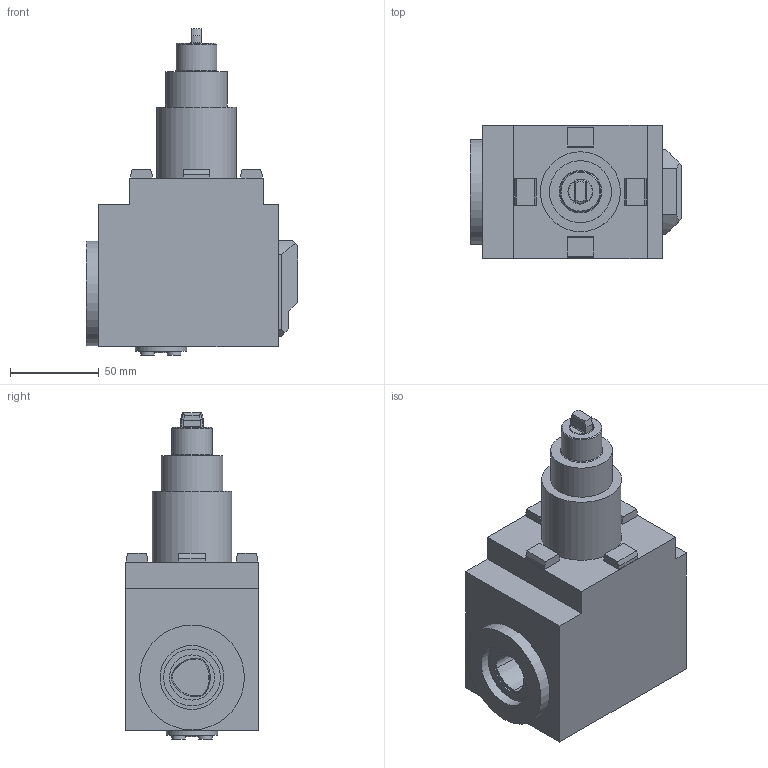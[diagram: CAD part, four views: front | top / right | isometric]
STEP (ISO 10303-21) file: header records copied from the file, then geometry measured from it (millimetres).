
FILE_DESCRIPTION(/* description */ (''),/* implementation_level */ '2;1');
FILE_NAME(/* name */ '1534145290285.stp',/* time_stamp */ '2018-08-13T09:28:16+02:00',/* author */ (''),/* organization */ ('SMS'),/* preprocessor_version */ 'ST-DEVELOPER v15',/* originating_system */ 'SIEMENS PLM Software NX 8.5',/* authorisation */ '');
FILE_SCHEMA (('AUTOMOTIVE_DESIGN { 1 0 10303 214 3 1 1 1 }'));
Length unit declared in the file: millimetre
Products named in the file (1): 201820497mod000_00
Bounding box: 119 x 75 x 183.7 mm (x, y, z)
Volume: 813289.6 mm3; surface area: 62845.8 mm2
Topology: 1 solids, 1 shells, 120 faces, 285 edges, 188 vertices
Faces by surface type: plane 81, cylinder 24, cone 9, bspline 4, torus 2
Full cylindrical faces by diameter (mm): 2 x1, 7.58 x2, 7.6 x2, 13 x1, 23 x1, 25.4 x1, 29 x1, 32 x1, 34.9 x1, 36 x1, 45 x1, 59 x1
Entity records: 3562 total; most frequent: CARTESIAN_POINT 839, DIRECTION 534, ORIENTED_EDGE 526, EDGE_CURVE 263, VERTEX_POINT 183, AXIS2_PLACEMENT_3D 180, LINE 174, VECTOR 174
